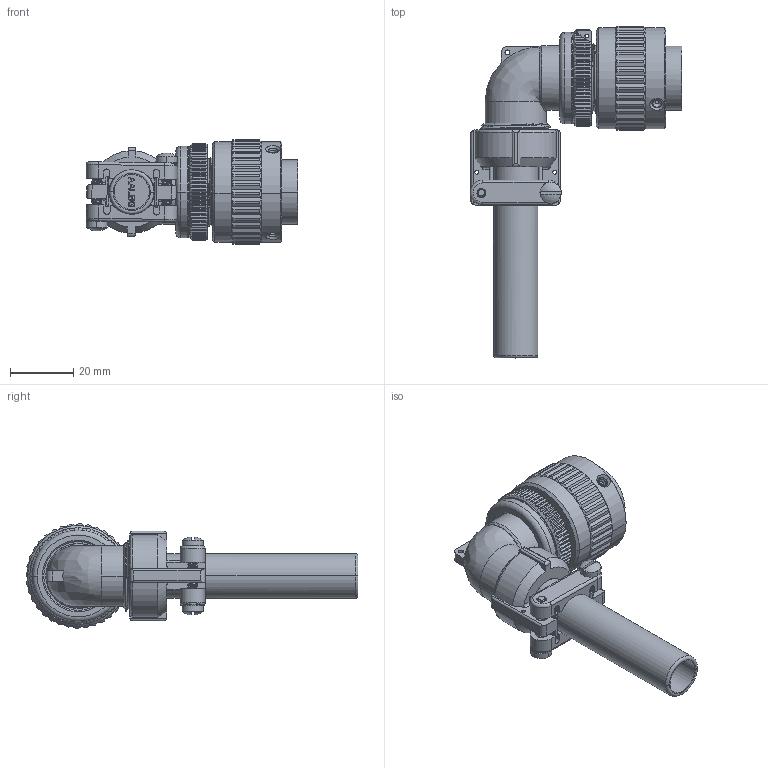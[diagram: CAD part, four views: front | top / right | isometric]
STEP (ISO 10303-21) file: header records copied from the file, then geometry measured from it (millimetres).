
FILE_DESCRIPTION((''),'2;1');
FILE_NAME('VG95234E-16_SW0001','2023-03-28T15:02:56',('paultorloting'),('NET AG system integration'),'CREO PARAMETRIC BY PTC INC, 2021404','CREO PARAMETRIC BY PTC INC, 2021404','');
FILE_SCHEMA(('AUTOMOTIVE_DESIGN { 1 0 10303 214 1 1 1 1 }'));
Length unit declared in the file: millimetre
Products named in the file (1): VG95234E-16_SW0001
Bounding box: 66.88 x 104.82 x 32.91 mm (x, y, z)
Volume: 36780.1 mm3; surface area: 22576.6 mm2
Topology: 1 solids, 1 shells, 1105 faces, 3098 edges, 2024 vertices
Faces by surface type: plane 568, cylinder 322, cone 124, bspline 55, torus 32, sphere 4
Entity records: 66313 total; most frequent: CARTESIAN_POINT 33146, ORIENTED_EDGE 6176, DIRECTION 4985, EDGE_CURVE 3088, VERTEX_POINT 2022, AXIS2_PLACEMENT_3D 1697, VECTOR 1588, LINE 1588
